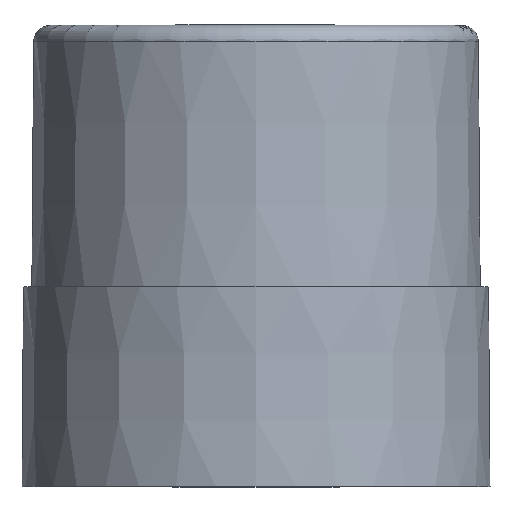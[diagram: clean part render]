
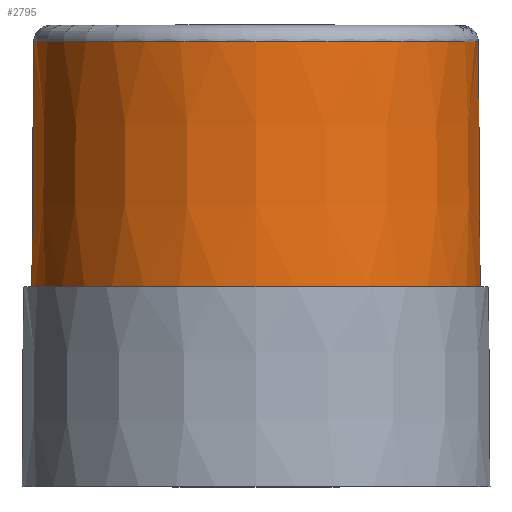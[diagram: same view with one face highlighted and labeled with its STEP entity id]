
A CAD part, top view. The second image highlights one B-rep face of the part: STEP entity #2795.
In plain terms, the highlighted conical face has half-angle 0.417 degrees and reference radius 13.31 mm.
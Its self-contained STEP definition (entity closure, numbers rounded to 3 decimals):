
#250=DIRECTION('',(0.007,1.,0.));
#251=VECTOR('',#250,14.608);
#252=CARTESIAN_POINT('',(54.137,11.9,0.));
#253=LINE('',#252,#251);
#254=CARTESIAN_POINT('',(67.5,11.9,0.));
#255=DIRECTION('',(0.,-1.,0.));
#256=DIRECTION('',(1.,0.,0.));
#257=AXIS2_PLACEMENT_3D('',#254,#255,#256);
#259=DIRECTION('',(-0.007,1.,0.));
#260=VECTOR('',#259,14.608);
#261=CARTESIAN_POINT('',(80.863,11.9,0.));
#262=LINE('',#261,#260);
#263=CARTESIAN_POINT('',(67.5,26.507,0.));
#264=DIRECTION('',(0.,1.,0.));
#265=DIRECTION('',(-1.,0.,0.));
#266=AXIS2_PLACEMENT_3D('',#263,#264,#265);
#2046=CARTESIAN_POINT('',(80.757,26.507,0.));
#2047=CARTESIAN_POINT('',(54.243,26.507,0.));
#2048=VERTEX_POINT('',#2046);
#2049=VERTEX_POINT('',#2047);
#2498=CARTESIAN_POINT('',(80.863,11.9,0.));
#2499=CARTESIAN_POINT('',(54.137,11.9,0.));
#2500=VERTEX_POINT('',#2498);
#2501=VERTEX_POINT('',#2499);
#2783=CARTESIAN_POINT('',(67.5,19.204,0.));
#2784=DIRECTION('',(0.,-1.,0.));
#2785=DIRECTION('',(-1.,0.,0.));
#2786=AXIS2_PLACEMENT_3D('',#2783,#2784,#2785);
#2787=CONICAL_SURFACE('',#2786,13.31,0.417);
#2788=ORIENTED_EDGE('',*,*,#2763,.T.);
#2789=ORIENTED_EDGE('',*,*,#2778,.T.);
#2791=ORIENTED_EDGE('',*,*,#2790,.T.);
#2792=ORIENTED_EDGE('',*,*,#2774,.F.);
#2793=EDGE_LOOP('',(#2788,#2789,#2791,#2792));
#2794=FACE_OUTER_BOUND('',#2793,.F.);
#2795=ADVANCED_FACE('',(#2794),#2787,.T.);
#258=CIRCLE('',#257,13.363);
#267=CIRCLE('',#266,13.257);
#2763=EDGE_CURVE('',#2500,#2501,#258,.T.);
#2774=EDGE_CURVE('',#2500,#2048,#262,.T.);
#2778=EDGE_CURVE('',#2501,#2049,#253,.T.);
#2790=EDGE_CURVE('',#2049,#2048,#267,.T.);
